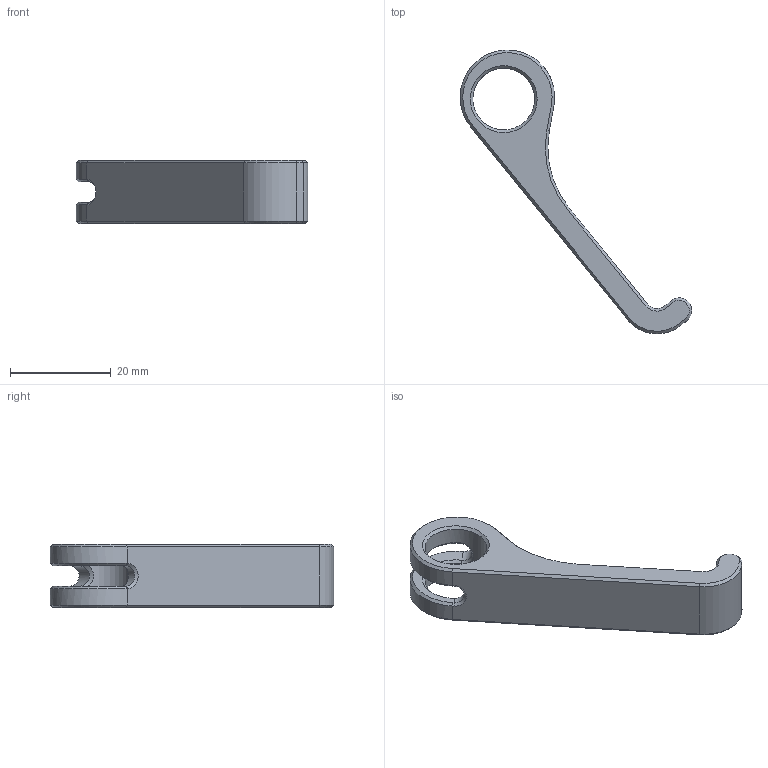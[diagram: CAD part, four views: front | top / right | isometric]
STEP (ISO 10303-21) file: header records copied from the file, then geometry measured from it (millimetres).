
FILE_DESCRIPTION(/* description */ (''),/* implementation_level */ '2;1');
FILE_NAME(/* name */ 'lever.step',/* time_stamp */ '2025-03-31T09:56:44+02:00',/* author */ (''),/* organization */ (''),/* preprocessor_version */ 'ST-DEVELOPER v20.1',/* originating_system */ 'Autodesk Translation Framework v14.4.0.0',/* authorisation */ '');
FILE_SCHEMA (('AUTOMOTIVE_DESIGN { 1 0 10303 214 3 1 1 }'));
Length unit declared in the file: millimetre
Products named in the file (1): lever
Bounding box: 45.86 x 56.2 x 12.5 mm (x, y, z)
Volume: 5452.7 mm3; surface area: 3232.7 mm2
Topology: 1 solids, 1 shells, 58 faces, 140 edges, 82 vertices
Faces by surface type: plane 21, cone 17, bspline 11, cylinder 9
Full cylindrical faces by diameter (mm): 12.25 x1
Entity records: 2374 total; most frequent: CARTESIAN_POINT 1040, ORIENTED_EDGE 280, DIRECTION 248, EDGE_CURVE 140, AXIS2_PLACEMENT_3D 84, VERTEX_POINT 82, LINE 80, VECTOR 80
